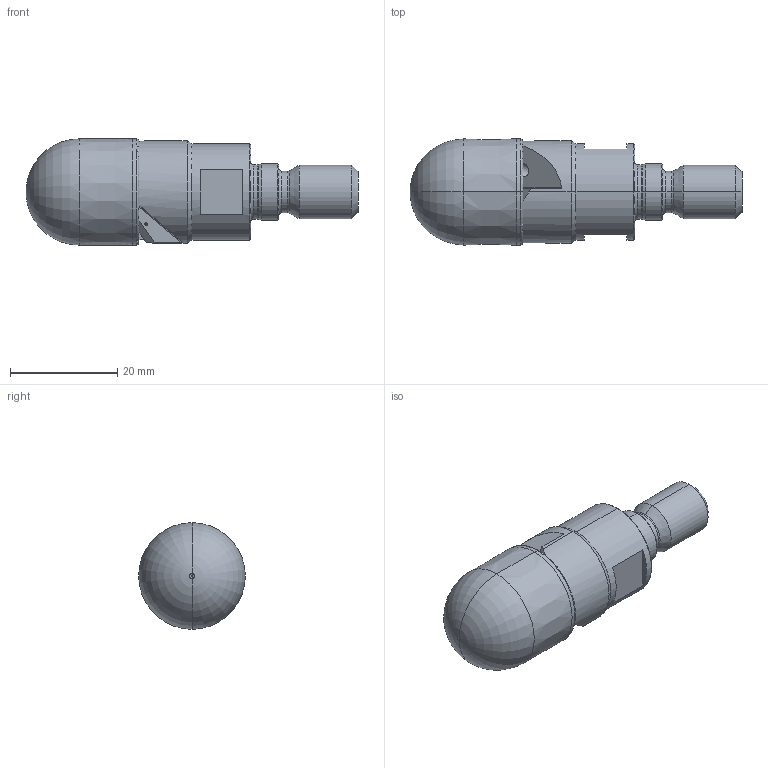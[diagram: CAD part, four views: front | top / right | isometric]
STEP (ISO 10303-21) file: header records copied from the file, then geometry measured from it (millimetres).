
FILE_DESCRIPTION (( 'STEP AP214' ), '1' );
FILE_NAME ('EKF-20-42-K03-M10.STEP', '2019-08-13T09:59:04', ( '' ), ( '' ), 'SwSTEP 2.0', 'SolidWorks 2019', '' );
FILE_SCHEMA (( 'AUTOMOTIVE_DESIGN' ));
Length unit declared in the file: millimetre
Products named in the file (1): EKF-20-42-K03-M10
Bounding box: 62 x 19.9 x 19.9 mm (x, y, z)
Volume: 11865 mm3; surface area: 4179.4 mm2
Topology: 1 solids, 1 shells, 124 faces, 302 edges, 186 vertices
Faces by surface type: cone 36, plane 34, cylinder 25, torus 23, bspline 4, sphere 2
Entity records: 4471 total; most frequent: CARTESIAN_POINT 1350, ORIENTED_EDGE 604, DIRECTION 596, EDGE_CURVE 302, AXIS2_PLACEMENT_3D 251, VERTEX_POINT 186, EDGE_LOOP 134, CIRCLE 130
